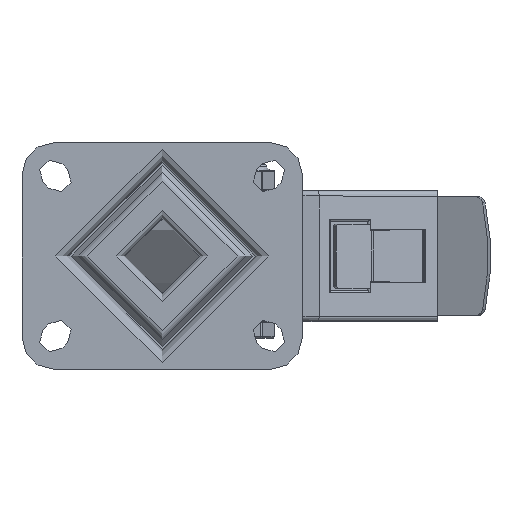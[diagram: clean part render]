
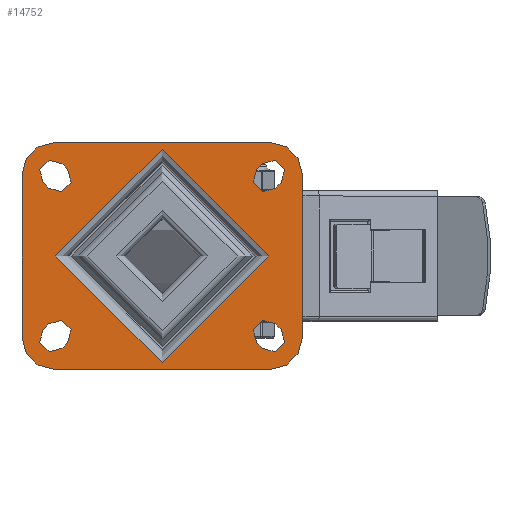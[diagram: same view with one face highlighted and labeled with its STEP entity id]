
A CAD part, top view. The second image highlights one B-rep face of the part: STEP entity #14752.
In plain terms, the highlighted planar face has unit normal (0, 0, 1).
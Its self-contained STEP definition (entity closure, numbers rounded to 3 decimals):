
#1013=FACE_BOUND('',#2605,.T.);
#1014=FACE_BOUND('',#2606,.T.);
#1015=FACE_BOUND('',#2607,.T.);
#1016=FACE_BOUND('',#2608,.T.);
#1017=FACE_BOUND('',#2609,.T.);
#1229=PLANE('',#16017);
#1736=FACE_OUTER_BOUND('',#2604,.T.);
#2604=EDGE_LOOP('',(#10929,#10930,#10931,#10932,#10933,#10934,#10935,#10936));
#2605=EDGE_LOOP('',(#10937));
#2606=EDGE_LOOP('',(#10938,#10939,#10940,#10941));
#2607=EDGE_LOOP('',(#10942,#10943,#10944,#10945));
#2608=EDGE_LOOP('',(#10946,#10947,#10948,#10949));
#2609=EDGE_LOOP('',(#10950,#10951,#10952,#10953));
#3789=LINE('',#22087,#4976);
#3790=LINE('',#22088,#4977);
#3791=LINE('',#22089,#4978);
#3792=LINE('',#22090,#4979);
#3793=LINE('',#22091,#4980);
#3794=LINE('',#22092,#4981);
#3795=LINE('',#22093,#4982);
#3796=LINE('',#22094,#4983);
#3797=LINE('',#22095,#4984);
#3798=LINE('',#22096,#4985);
#3799=LINE('',#22097,#4986);
#3800=LINE('',#22098,#4987);
#4976=VECTOR('',#18089,1000.);
#4977=VECTOR('',#18090,1000.);
#4978=VECTOR('',#18091,1000.);
#4979=VECTOR('',#18092,1000.);
#4980=VECTOR('',#18093,1000.);
#4981=VECTOR('',#18094,1000.);
#4982=VECTOR('',#18095,1000.);
#4983=VECTOR('',#18096,1000.);
#4984=VECTOR('',#18097,1000.);
#4985=VECTOR('',#18098,1000.);
#4986=VECTOR('',#18099,1000.);
#4987=VECTOR('',#18100,1000.);
#5786=CIRCLE('',#15713,5.);
#5789=CIRCLE('',#15717,5.);
#5790=CIRCLE('',#15719,5.);
#5793=CIRCLE('',#15723,5.);
#5794=CIRCLE('',#15725,5.);
#5797=CIRCLE('',#15729,5.);
#5798=CIRCLE('',#15731,5.);
#5801=CIRCLE('',#15735,5.);
#5803=CIRCLE('',#15738,12.);
#5805=CIRCLE('',#15741,12.);
#5807=CIRCLE('',#15744,12.);
#5809=CIRCLE('',#15747,12.);
#5818=CIRCLE('',#15761,40.);
#6335=VERTEX_POINT('',#21055);
#6336=VERTEX_POINT('',#21056);
#6341=VERTEX_POINT('',#21067);
#6342=VERTEX_POINT('',#21069);
#6343=VERTEX_POINT('',#21073);
#6344=VERTEX_POINT('',#21074);
#6349=VERTEX_POINT('',#21085);
#6350=VERTEX_POINT('',#21087);
#6351=VERTEX_POINT('',#21091);
#6352=VERTEX_POINT('',#21092);
#6357=VERTEX_POINT('',#21103);
#6358=VERTEX_POINT('',#21105);
#6359=VERTEX_POINT('',#21109);
#6360=VERTEX_POINT('',#21110);
#6365=VERTEX_POINT('',#21121);
#6366=VERTEX_POINT('',#21123);
#6369=VERTEX_POINT('',#21130);
#6370=VERTEX_POINT('',#21132);
#6373=VERTEX_POINT('',#21139);
#6374=VERTEX_POINT('',#21141);
#6377=VERTEX_POINT('',#21148);
#6378=VERTEX_POINT('',#21150);
#6381=VERTEX_POINT('',#21157);
#6382=VERTEX_POINT('',#21159);
#6389=VERTEX_POINT('',#21183);
#7762=EDGE_CURVE('',#6335,#6336,#5786,.T.);
#7768=EDGE_CURVE('',#6341,#6342,#5789,.T.);
#7770=EDGE_CURVE('',#6343,#6344,#5790,.T.);
#7776=EDGE_CURVE('',#6349,#6350,#5793,.T.);
#7778=EDGE_CURVE('',#6351,#6352,#5794,.T.);
#7784=EDGE_CURVE('',#6357,#6358,#5797,.T.);
#7786=EDGE_CURVE('',#6359,#6360,#5798,.T.);
#7792=EDGE_CURVE('',#6365,#6366,#5801,.T.);
#7796=EDGE_CURVE('',#6369,#6370,#5803,.T.);
#7800=EDGE_CURVE('',#6373,#6374,#5805,.T.);
#7804=EDGE_CURVE('',#6377,#6378,#5807,.T.);
#7808=EDGE_CURVE('',#6381,#6382,#5809,.T.);
#7820=EDGE_CURVE('',#6389,#6389,#5818,.T.);
#8276=EDGE_CURVE('',#6378,#6381,#3789,.T.);
#8277=EDGE_CURVE('',#6374,#6377,#3790,.T.);
#8278=EDGE_CURVE('',#6370,#6373,#3791,.T.);
#8279=EDGE_CURVE('',#6382,#6369,#3792,.T.);
#8280=EDGE_CURVE('',#6360,#6365,#3793,.T.);
#8281=EDGE_CURVE('',#6366,#6359,#3794,.T.);
#8282=EDGE_CURVE('',#6352,#6357,#3795,.T.);
#8283=EDGE_CURVE('',#6358,#6351,#3796,.T.);
#8284=EDGE_CURVE('',#6344,#6349,#3797,.T.);
#8285=EDGE_CURVE('',#6350,#6343,#3798,.T.);
#8286=EDGE_CURVE('',#6336,#6341,#3799,.T.);
#8287=EDGE_CURVE('',#6342,#6335,#3800,.T.);
#10929=ORIENTED_EDGE('',*,*,#7808,.F.);
#10930=ORIENTED_EDGE('',*,*,#8276,.F.);
#10931=ORIENTED_EDGE('',*,*,#7804,.F.);
#10932=ORIENTED_EDGE('',*,*,#8277,.F.);
#10933=ORIENTED_EDGE('',*,*,#7800,.F.);
#10934=ORIENTED_EDGE('',*,*,#8278,.F.);
#10935=ORIENTED_EDGE('',*,*,#7796,.F.);
#10936=ORIENTED_EDGE('',*,*,#8279,.F.);
#10937=ORIENTED_EDGE('',*,*,#7820,.F.);
#10938=ORIENTED_EDGE('',*,*,#7792,.F.);
#10939=ORIENTED_EDGE('',*,*,#8280,.F.);
#10940=ORIENTED_EDGE('',*,*,#7786,.F.);
#10941=ORIENTED_EDGE('',*,*,#8281,.F.);
#10942=ORIENTED_EDGE('',*,*,#7784,.F.);
#10943=ORIENTED_EDGE('',*,*,#8282,.F.);
#10944=ORIENTED_EDGE('',*,*,#7778,.F.);
#10945=ORIENTED_EDGE('',*,*,#8283,.F.);
#10946=ORIENTED_EDGE('',*,*,#7776,.F.);
#10947=ORIENTED_EDGE('',*,*,#8284,.F.);
#10948=ORIENTED_EDGE('',*,*,#7770,.F.);
#10949=ORIENTED_EDGE('',*,*,#8285,.F.);
#10950=ORIENTED_EDGE('',*,*,#7768,.F.);
#10951=ORIENTED_EDGE('',*,*,#8286,.F.);
#10952=ORIENTED_EDGE('',*,*,#7762,.F.);
#10953=ORIENTED_EDGE('',*,*,#8287,.F.);
#14752=ADVANCED_FACE('',(#1736,#1013,#1014,#1015,#1016,#1017),#1229,.T.);
#15713=AXIS2_PLACEMENT_3D('',#21057,#17102,#17103);
#15717=AXIS2_PLACEMENT_3D('',#21070,#17113,#17114);
#15719=AXIS2_PLACEMENT_3D('',#21075,#17118,#17119);
#15723=AXIS2_PLACEMENT_3D('',#21088,#17129,#17130);
#15725=AXIS2_PLACEMENT_3D('',#21093,#17134,#17135);
#15729=AXIS2_PLACEMENT_3D('',#21106,#17145,#17146);
#15731=AXIS2_PLACEMENT_3D('',#21111,#17150,#17151);
#15735=AXIS2_PLACEMENT_3D('',#21124,#17161,#17162);
#15738=AXIS2_PLACEMENT_3D('',#21133,#17169,#17170);
#15741=AXIS2_PLACEMENT_3D('',#21142,#17177,#17178);
#15744=AXIS2_PLACEMENT_3D('',#21151,#17185,#17186);
#15747=AXIS2_PLACEMENT_3D('',#21160,#17193,#17194);
#15761=AXIS2_PLACEMENT_3D('',#21184,#17224,#17225);
#16017=AXIS2_PLACEMENT_3D('',#22086,#18087,#18088);
#17102=DIRECTION('center_axis',(0.,0.,1.));
#17103=DIRECTION('ref_axis',(-1.,0.,0.));
#17113=DIRECTION('center_axis',(0.,0.,1.));
#17114=DIRECTION('ref_axis',(-1.,0.,0.));
#17118=DIRECTION('center_axis',(0.,0.,1.));
#17119=DIRECTION('ref_axis',(-1.,0.,0.));
#17129=DIRECTION('center_axis',(0.,0.,1.));
#17130=DIRECTION('ref_axis',(-1.,0.,0.));
#17134=DIRECTION('center_axis',(0.,0.,1.));
#17135=DIRECTION('ref_axis',(1.,0.,0.));
#17145=DIRECTION('center_axis',(0.,0.,1.));
#17146=DIRECTION('ref_axis',(1.,0.,0.));
#17150=DIRECTION('center_axis',(0.,0.,1.));
#17151=DIRECTION('ref_axis',(1.,0.,0.));
#17161=DIRECTION('center_axis',(0.,0.,1.));
#17162=DIRECTION('ref_axis',(1.,0.,0.));
#17169=DIRECTION('center_axis',(0.,0.,-1.));
#17170=DIRECTION('ref_axis',(-0.707,0.707,0.));
#17177=DIRECTION('center_axis',(0.,0.,-1.));
#17178=DIRECTION('ref_axis',(0.707,0.707,0.));
#17185=DIRECTION('center_axis',(0.,0.,-1.));
#17186=DIRECTION('ref_axis',(0.707,-0.707,0.));
#17193=DIRECTION('center_axis',(0.,0.,-1.));
#17194=DIRECTION('ref_axis',(-0.707,-0.707,0.));
#17224=DIRECTION('center_axis',(0.,0.,1.));
#17225=DIRECTION('ref_axis',(1.,0.,0.));
#18087=DIRECTION('center_axis',(0.,0.,1.));
#18088=DIRECTION('ref_axis',(1.,0.,0.));
#18089=DIRECTION('',(-1.,0.,0.));
#18090=DIRECTION('',(0.,-1.,0.));
#18091=DIRECTION('',(1.,0.,0.));
#18092=DIRECTION('',(0.,1.,0.));
#18093=DIRECTION('',(0.707,-0.707,0.));
#18094=DIRECTION('',(-0.707,0.707,0.));
#18095=DIRECTION('',(0.707,0.707,0.));
#18096=DIRECTION('',(-0.707,-0.707,0.));
#18097=DIRECTION('',(-0.707,-0.707,0.));
#18098=DIRECTION('',(0.707,0.707,0.));
#18099=DIRECTION('',(-0.707,0.707,0.));
#18100=DIRECTION('',(0.707,-0.707,0.));
#21055=CARTESIAN_POINT('',(37.525,-34.596,2.5));
#21056=CARTESIAN_POINT('',(44.596,-27.525,2.5));
#21057=CARTESIAN_POINT('Origin',(41.061,-31.061,2.5));
#21067=CARTESIAN_POINT('',(42.475,-25.404,2.5));
#21069=CARTESIAN_POINT('',(35.404,-32.475,2.5));
#21070=CARTESIAN_POINT('Origin',(38.939,-28.939,2.5));
#21073=CARTESIAN_POINT('',(44.596,27.525,2.5));
#21074=CARTESIAN_POINT('',(37.525,34.596,2.5));
#21075=CARTESIAN_POINT('Origin',(41.061,31.061,2.5));
#21085=CARTESIAN_POINT('',(35.404,32.475,2.5));
#21087=CARTESIAN_POINT('',(42.475,25.404,2.5));
#21088=CARTESIAN_POINT('Origin',(38.939,28.939,2.5));
#21091=CARTESIAN_POINT('',(-44.596,-27.525,2.5));
#21092=CARTESIAN_POINT('',(-37.525,-34.596,2.5));
#21093=CARTESIAN_POINT('Origin',(-41.061,-31.061,2.5));
#21103=CARTESIAN_POINT('',(-35.404,-32.475,2.5));
#21105=CARTESIAN_POINT('',(-42.475,-25.404,2.5));
#21106=CARTESIAN_POINT('Origin',(-38.939,-28.939,2.5));
#21109=CARTESIAN_POINT('',(-37.525,34.596,2.5));
#21110=CARTESIAN_POINT('',(-44.596,27.525,2.5));
#21111=CARTESIAN_POINT('Origin',(-41.061,31.061,2.5));
#21121=CARTESIAN_POINT('',(-42.475,25.404,2.5));
#21123=CARTESIAN_POINT('',(-35.404,32.475,2.5));
#21124=CARTESIAN_POINT('Origin',(-38.939,28.939,2.5));
#21130=CARTESIAN_POINT('',(-52.5,30.5,2.5));
#21132=CARTESIAN_POINT('',(-40.5,42.5,2.5));
#21133=CARTESIAN_POINT('Origin',(-40.5,30.5,2.5));
#21139=CARTESIAN_POINT('',(40.5,42.5,2.5));
#21141=CARTESIAN_POINT('',(52.5,30.5,2.5));
#21142=CARTESIAN_POINT('Origin',(40.5,30.5,2.5));
#21148=CARTESIAN_POINT('',(52.5,-30.5,2.5));
#21150=CARTESIAN_POINT('',(40.5,-42.5,2.5));
#21151=CARTESIAN_POINT('Origin',(40.5,-30.5,2.5));
#21157=CARTESIAN_POINT('',(-40.5,-42.5,2.5));
#21159=CARTESIAN_POINT('',(-52.5,-30.5,2.5));
#21160=CARTESIAN_POINT('Origin',(-40.5,-30.5,2.5));
#21183=CARTESIAN_POINT('',(40.,0.,2.5));
#21184=CARTESIAN_POINT('Origin',(0.,0.,2.5));
#22086=CARTESIAN_POINT('Origin',(0.,0.,2.5));
#22087=CARTESIAN_POINT('',(52.5,-42.5,2.5));
#22088=CARTESIAN_POINT('',(52.5,42.5,2.5));
#22089=CARTESIAN_POINT('',(-52.5,42.5,2.5));
#22090=CARTESIAN_POINT('',(-52.5,-42.5,2.5));
#22091=CARTESIAN_POINT('',(-44.596,27.525,2.5));
#22092=CARTESIAN_POINT('',(-37.525,34.596,2.5));
#22093=CARTESIAN_POINT('',(-37.525,-34.596,2.5));
#22094=CARTESIAN_POINT('',(-44.596,-27.525,2.5));
#22095=CARTESIAN_POINT('',(37.525,34.596,2.5));
#22096=CARTESIAN_POINT('',(44.596,27.525,2.5));
#22097=CARTESIAN_POINT('',(44.596,-27.525,2.5));
#22098=CARTESIAN_POINT('',(37.525,-34.596,2.5));
